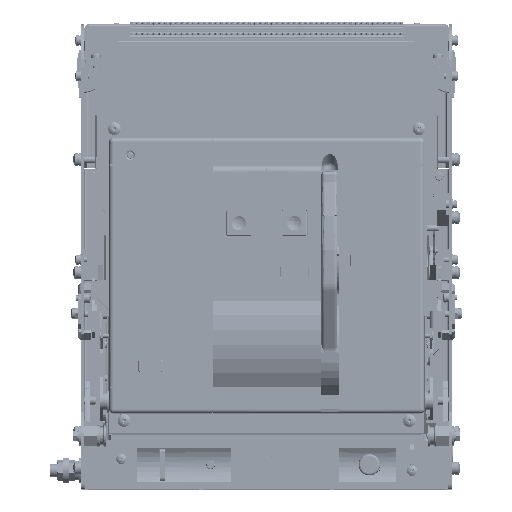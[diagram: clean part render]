
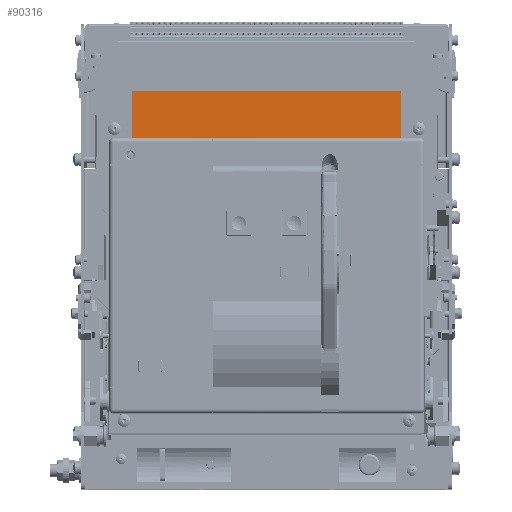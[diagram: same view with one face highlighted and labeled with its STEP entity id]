
A CAD part, top view. The second image highlights one B-rep face of the part: STEP entity #90316.
In plain terms, the highlighted planar face has unit normal (0, 0, 1).
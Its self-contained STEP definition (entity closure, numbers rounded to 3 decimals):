
#77344=FACE_OUTER_BOUND('',#114140,.T.);
#90316=ADVANCED_FACE('',(#77344),#98120,.F.);
#98120=PLANE('',#267942);
#114140=EDGE_LOOP('',(#160852,#160853,#160854,#160855));
#160852=ORIENTED_EDGE('',*,*,#212653,.F.);
#160853=ORIENTED_EDGE('',*,*,#212654,.F.);
#160854=ORIENTED_EDGE('',*,*,#212655,.T.);
#160855=ORIENTED_EDGE('',*,*,#212656,.T.);
#189539=VERTEX_POINT('',#383841);
#189540=VERTEX_POINT('',#383842);
#189541=VERTEX_POINT('',#383844);
#189542=VERTEX_POINT('',#383846);
#212653=EDGE_CURVE('',#189539,#189540,#230786,.T.);
#212654=EDGE_CURVE('',#189541,#189539,#230787,.T.);
#212655=EDGE_CURVE('',#189541,#189542,#230788,.T.);
#212656=EDGE_CURVE('',#189542,#189540,#230789,.T.);
#230786=LINE('',#383840,#248543);
#230787=LINE('',#383843,#248544);
#230788=LINE('',#383845,#248545);
#230789=LINE('',#383847,#248546);
#248543=VECTOR('',#313038,1.);
#248544=VECTOR('',#313039,1.);
#248545=VECTOR('',#313040,1.);
#248546=VECTOR('',#313041,1.);
#267942=AXIS2_PLACEMENT_3D('',#383848,#313042,#313043);
#313038=DIRECTION('',(-1.,0.,0.));
#313039=DIRECTION('',(0.,-1.,0.));
#313040=DIRECTION('',(-1.,0.,0.));
#313041=DIRECTION('',(0.,-1.,0.));
#313042=DIRECTION('',(0.,0.,-1.));
#313043=DIRECTION('',(1.,0.,0.));
#383840=CARTESIAN_POINT('',(-98.5,226.,-34.911));
#383841=CARTESIAN_POINT('',(-120.,226.,-34.911));
#383842=CARTESIAN_POINT('',(-372.,226.,-34.911));
#383843=CARTESIAN_POINT('',(-120.,270.,-34.911));
#383844=CARTESIAN_POINT('',(-120.,270.,-34.911));
#383845=CARTESIAN_POINT('',(-33.,270.,-34.911));
#383846=CARTESIAN_POINT('',(-372.,270.,-34.911));
#383847=CARTESIAN_POINT('',(-372.,270.,-34.911));
#383848=CARTESIAN_POINT('',(-405.,266.,-34.911));
